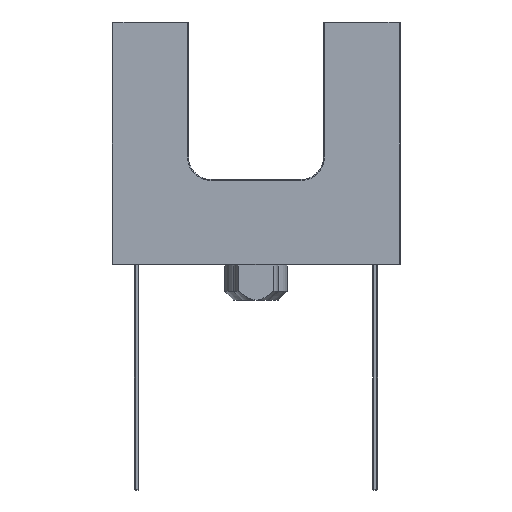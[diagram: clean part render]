
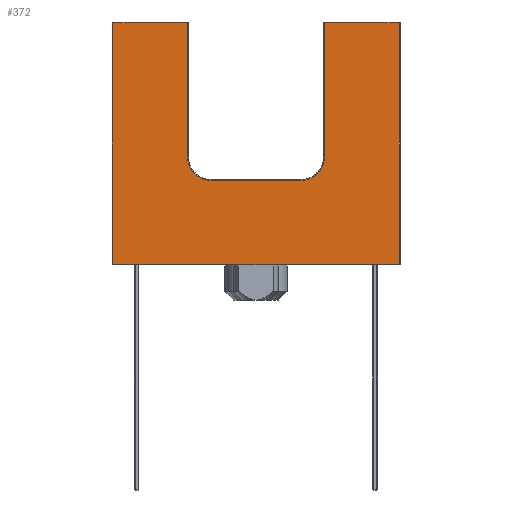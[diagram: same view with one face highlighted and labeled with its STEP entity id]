
A CAD part, front view. The second image highlights one B-rep face of the part: STEP entity #372.
In plain terms, the highlighted planar face has unit normal (0, -1, 0).
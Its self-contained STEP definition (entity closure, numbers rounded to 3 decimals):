
#372=ADVANCED_FACE('NONE',(#808),#809,.F.);
#808=FACE_OUTER_BOUND('',#1799,.T.);
#809=PLANE('',#1800);
#1799=EDGE_LOOP('',(#2952,#2953,#2954,#2955,#2956,#2957,#2958,#2959,#2960,#2961));
#1800=AXIS2_PLACEMENT_3D('',#2962,#2963,#2964);
#2952=ORIENTED_EDGE('',*,*,#3738,.F.);
#2953=ORIENTED_EDGE('',*,*,#3736,.F.);
#2954=ORIENTED_EDGE('',*,*,#3733,.F.);
#2955=ORIENTED_EDGE('',*,*,#3730,.F.);
#2956=ORIENTED_EDGE('',*,*,#3727,.F.);
#2957=ORIENTED_EDGE('',*,*,#3724,.F.);
#2958=ORIENTED_EDGE('',*,*,#3722,.F.);
#2959=ORIENTED_EDGE('',*,*,#3765,.F.);
#2960=ORIENTED_EDGE('',*,*,#3748,.F.);
#2961=ORIENTED_EDGE('',*,*,#3740,.F.);
#2962=CARTESIAN_POINT('',(-3.2,-2.1,5.4));
#2963=DIRECTION('',(0.0,1.0,0.0));
#2964=DIRECTION('',(1.0,0.0,-0.0));
#3722=EDGE_CURVE('NONE',#4293,#4211,#4295,.T.);
#3724=EDGE_CURVE('NONE',#4211,#4217,#4297,.T.);
#3727=EDGE_CURVE('NONE',#4217,#4299,#4301,.T.);
#3730=EDGE_CURVE('NONE',#4299,#4303,#4305,.T.);
#3733=EDGE_CURVE('NONE',#4303,#4307,#4309,.T.);
#3736=EDGE_CURVE('NONE',#4307,#4311,#4313,.T.);
#3738=EDGE_CURVE('NONE',#4311,#4230,#4315,.T.);
#3740=EDGE_CURVE('NONE',#4230,#4254,#4317,.T.);
#3748=EDGE_CURVE('NONE',#4254,#4327,#4328,.T.);
#3765=EDGE_CURVE('NONE',#4327,#4293,#4348,.T.);
#4211=VERTEX_POINT('NONE',#4978);
#4217=VERTEX_POINT('NONE',#4984);
#4230=VERTEX_POINT('NONE',#5003);
#4254=VERTEX_POINT('NONE',#5031);
#4293=VERTEX_POINT('NONE',#5100);
#4295=LINE('',#5102,#5103);
#4297=LINE('',#5105,#5106);
#4299=VERTEX_POINT('NONE',#5108);
#4301=LINE('',#5110,#5111);
#4303=VERTEX_POINT('NONE',#5113);
#4305=(B_SPLINE_CURVE(3,(#5116,#5117,#5118,#5119),.UNSPECIFIED.,.F.,.F.)B_SPLINE_CURVE_WITH_KNOTS((4,4),(0.0,1.0),.UNSPECIFIED.)RATIONAL_B_SPLINE_CURVE((1.0,0.805,0.805,1.0))BOUNDED_CURVE()REPRESENTATION_ITEM('')GEOMETRIC_REPRESENTATION_ITEM()CURVE());
#4307=VERTEX_POINT('NONE',#5127);
#4309=LINE('',#5129,#5130);
#4311=VERTEX_POINT('NONE',#5132);
#4313=(B_SPLINE_CURVE(3,(#5135,#5136,#5137,#5138),.UNSPECIFIED.,.F.,.F.)B_SPLINE_CURVE_WITH_KNOTS((4,4),(0.0,1.0),.UNSPECIFIED.)RATIONAL_B_SPLINE_CURVE((1.0,0.805,0.805,1.0))BOUNDED_CURVE()REPRESENTATION_ITEM('')GEOMETRIC_REPRESENTATION_ITEM()CURVE());
#4315=LINE('',#5146,#5147);
#4317=LINE('',#5149,#5150);
#4327=VERTEX_POINT('NONE',#5163);
#4328=LINE('',#5164,#5165);
#4348=LINE('',#5189,#5190);
#4978=CARTESIAN_POINT('',(-3.18,-2.1,5.38));
#4984=CARTESIAN_POINT('',(-1.52,-2.1,5.38));
#5003=CARTESIAN_POINT('',(1.52,-2.1,5.38));
#5031=CARTESIAN_POINT('',(3.18,-2.1,5.38));
#5100=CARTESIAN_POINT('',(-3.18,-2.1,0.02));
#5102=CARTESIAN_POINT('',(-3.18,-2.1,5.4));
#5103=VECTOR('',#5938,1000.0);
#5105=CARTESIAN_POINT('',(-3.2,-2.1,5.38));
#5106=VECTOR('',#5939,1000.0);
#5108=CARTESIAN_POINT('',(-1.52,-2.1,2.4));
#5110=CARTESIAN_POINT('',(-1.52,-2.1,5.4));
#5111=VECTOR('',#5943,1000.0);
#5113=CARTESIAN_POINT('',(-1.,-2.1,1.88));
#5116=CARTESIAN_POINT('',(-1.52,-2.1,2.4));
#5117=CARTESIAN_POINT('',(-1.52,-2.1,2.095));
#5118=CARTESIAN_POINT('',(-1.305,-2.1,1.88));
#5119=CARTESIAN_POINT('',(-1.,-2.1,1.88));
#5127=CARTESIAN_POINT('',(1.,-2.1,1.88));
#5129=CARTESIAN_POINT('',(-3.2,-2.1,1.88));
#5130=VECTOR('',#5950,1000.0);
#5132=CARTESIAN_POINT('',(1.52,-2.1,2.4));
#5135=CARTESIAN_POINT('',(1.,-2.1,1.88));
#5136=CARTESIAN_POINT('',(1.305,-2.1,1.88));
#5137=CARTESIAN_POINT('',(1.52,-2.1,2.095));
#5138=CARTESIAN_POINT('',(1.52,-2.1,2.4));
#5146=CARTESIAN_POINT('',(1.52,-2.1,5.4));
#5147=VECTOR('',#5954,1000.0);
#5149=CARTESIAN_POINT('',(-3.2,-2.1,5.38));
#5150=VECTOR('',#5955,1000.0);
#5163=CARTESIAN_POINT('',(3.18,-2.1,0.02));
#5164=CARTESIAN_POINT('',(3.18,-2.1,5.4));
#5165=VECTOR('',#5962,1000.0);
#5189=CARTESIAN_POINT('',(-3.2,-2.1,0.02));
#5190=VECTOR('',#5982,1000.0);
#5938=DIRECTION('',(0.0,0.0,1.0));
#5939=DIRECTION('',(1.0,-0.0,0.0));
#5943=DIRECTION('',(-0.0,-0.0,-1.0));
#5950=DIRECTION('',(1.0,-0.0,0.0));
#5954=DIRECTION('',(0.0,0.0,1.0));
#5955=DIRECTION('',(1.0,-0.0,0.0));
#5962=DIRECTION('',(-0.0,-0.0,-1.0));
#5982=DIRECTION('',(-1.0,-0.0,-0.0));
